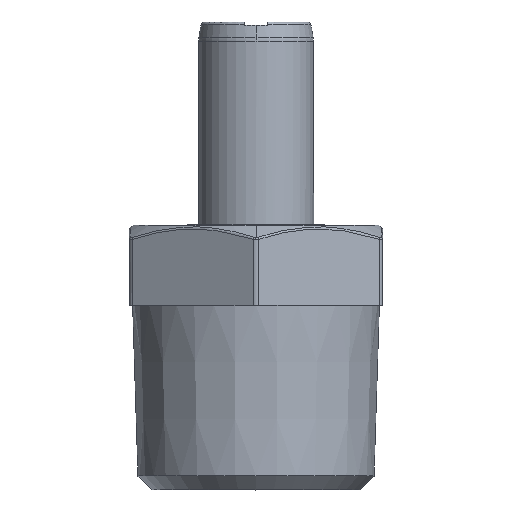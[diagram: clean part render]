
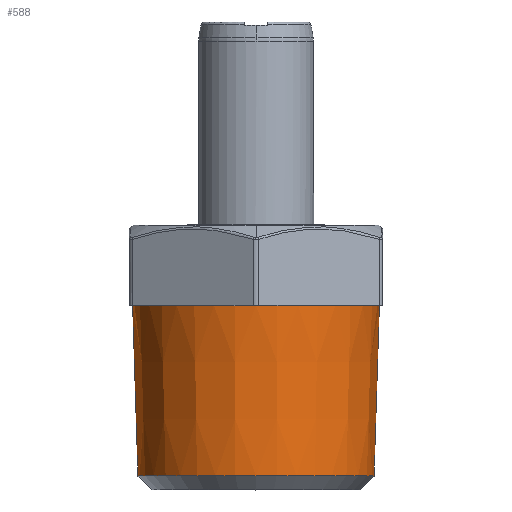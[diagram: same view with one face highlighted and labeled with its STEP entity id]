
A CAD part, top view. The second image highlights one B-rep face of the part: STEP entity #588.
In plain terms, the highlighted conical face has half-angle 1.79 degrees and reference radius 10.49 mm.
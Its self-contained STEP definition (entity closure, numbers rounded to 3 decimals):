
#588=ADVANCED_FACE('',(#1241),#1242,.T.);
#1241=FACE_OUTER_BOUND('',#2243,.T.);
#1242=CONICAL_SURFACE('',#2244,10.49,0.031);
#2243=EDGE_LOOP('',(#4220,#4221,#4222,#4223));
#2244=AXIS2_PLACEMENT_3D('',#4224,#4225,#4226);
#4220=ORIENTED_EDGE('',*,*,#5619,.T.);
#4221=ORIENTED_EDGE('',*,*,#5280,.T.);
#4222=ORIENTED_EDGE('',*,*,#5620,.T.);
#4223=ORIENTED_EDGE('',*,*,#5338,.F.);
#4224=CARTESIAN_POINT('',(0.0,-7.4,0.0));
#4225=DIRECTION('',(-0.0,1.0,-0.0));
#4226=DIRECTION('',(1.0,0.0,0.0));
#5280=EDGE_CURVE('',#6417,#6416,#6419,.T.);
#5338=EDGE_CURVE('',#6502,#6504,#6505,.T.);
#5619=EDGE_CURVE('',#6502,#6417,#6887,.T.);
#5620=EDGE_CURVE('',#6416,#6504,#6888,.T.);
#6416=VERTEX_POINT('',#8067);
#6417=VERTEX_POINT('',#8068);
#6419=CIRCLE('',#8070,10.721);
#6502=VERTEX_POINT('',#8191);
#6504=VERTEX_POINT('',#8194);
#6505=CIRCLE('',#8195,10.259);
#6887=LINE('',#9009,#9010);
#6888=LINE('',#9011,#9012);
#8067=CARTESIAN_POINT('',(-10.721,0.0,0.0));
#8068=CARTESIAN_POINT('',(10.721,0.,0.));
#8070=AXIS2_PLACEMENT_3D('',#9837,#9838,#9839);
#8191=CARTESIAN_POINT('',(10.259,-14.801,0.));
#8194=CARTESIAN_POINT('',(-10.259,-14.801,0.0));
#8195=AXIS2_PLACEMENT_3D('',#9908,#9909,#9910);
#9009=CARTESIAN_POINT('',(10.49,-7.4,0.));
#9010=VECTOR('',#10174,1.0);
#9011=CARTESIAN_POINT('',(-10.49,-7.4,0.));
#9012=VECTOR('',#10175,1.0);
#9837=CARTESIAN_POINT('',(0.0,0.,0.0));
#9838=DIRECTION('',(0.0,-1.0,0.0));
#9839=DIRECTION('',(1.0,0.0,0.0));
#9908=CARTESIAN_POINT('',(0.0,-14.801,0.0));
#9909=DIRECTION('',(0.0,-1.0,0.0));
#9910=DIRECTION('',(1.0,0.0,0.0));
#10174=DIRECTION('',(0.031,1.,0.));
#10175=DIRECTION('',(0.031,-1.,0.));
